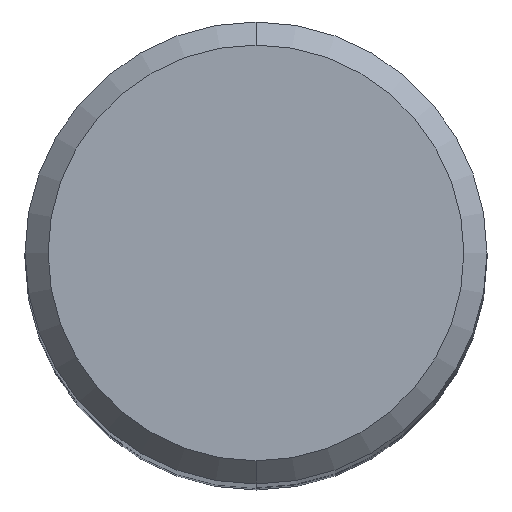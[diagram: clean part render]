
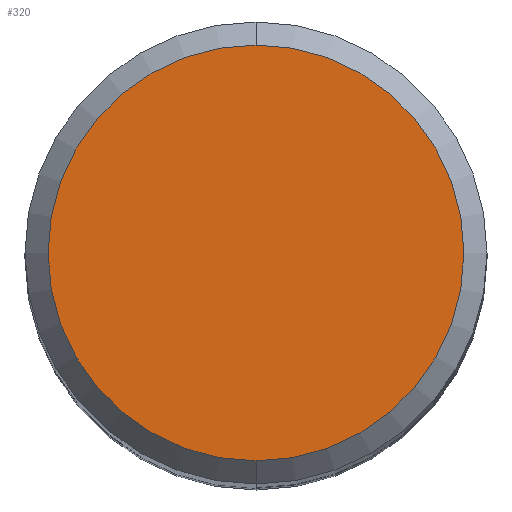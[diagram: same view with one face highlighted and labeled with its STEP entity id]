
A CAD part, top view. The second image highlights one B-rep face of the part: STEP entity #320.
In plain terms, the highlighted planar face has unit normal (0, 0, 1).
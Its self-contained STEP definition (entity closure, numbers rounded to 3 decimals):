
#244=EDGE_CURVE('',#438,#346,#541,.T.);
#320=ADVANCED_FACE('',(#626),#627,.T.);
#346=VERTEX_POINT('',#656);
#416=EDGE_CURVE('',#346,#438,#734,.T.);
#438=VERTEX_POINT('',#758);
#541=CIRCLE('',#981,5.4);
#626=FACE_OUTER_BOUND('',#1182,.T.);
#627=PLANE('',#1183);
#656=CARTESIAN_POINT('',(0.0,5.4,0.0));
#734=CIRCLE('',#1371,5.4);
#758=CARTESIAN_POINT('',(0.,-5.4,0.0));
#981=AXIS2_PLACEMENT_3D('',#1512,#1513,#1514);
#1182=EDGE_LOOP('',(#1624,#1625));
#1183=AXIS2_PLACEMENT_3D('',#1626,#1627,#1628);
#1371=AXIS2_PLACEMENT_3D('',#1753,#1754,#1755);
#1512=CARTESIAN_POINT('',(0.0,0.0,0.0));
#1513=DIRECTION('',(0.0,0.0,-1.0));
#1514=DIRECTION('',(0.0,1.0,0.0));
#1624=ORIENTED_EDGE('',*,*,#416,.F.);
#1625=ORIENTED_EDGE('',*,*,#244,.F.);
#1626=CARTESIAN_POINT('',(0.0,2.7,0.0));
#1627=DIRECTION('',(-0.0,0.0,1.0));
#1628=DIRECTION('',(0.0,-1.0,0.0));
#1753=CARTESIAN_POINT('',(0.0,0.0,0.0));
#1754=DIRECTION('',(0.0,0.0,-1.0));
#1755=DIRECTION('',(0.0,1.0,0.0));
